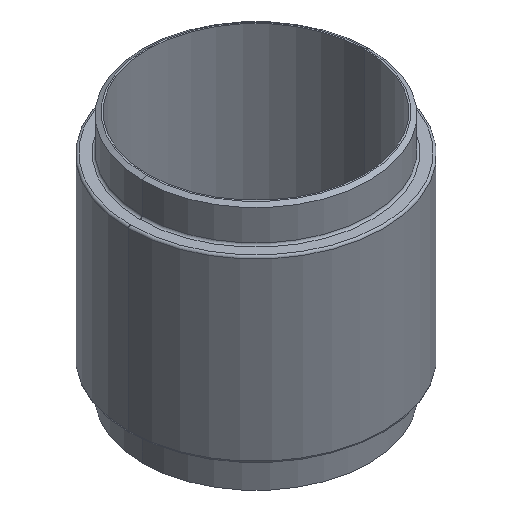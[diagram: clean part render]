
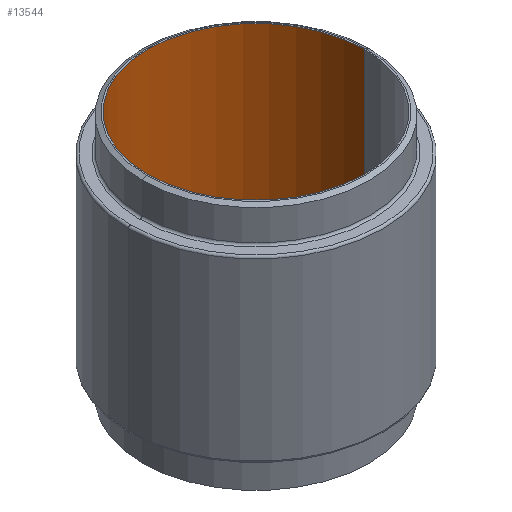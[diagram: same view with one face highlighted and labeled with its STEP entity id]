
A CAD part, isometric view. The second image highlights one B-rep face of the part: STEP entity #13544.
In plain terms, the highlighted cylindrical face has radius 153.95 mm (diameter 307.9 mm), a partial arc.
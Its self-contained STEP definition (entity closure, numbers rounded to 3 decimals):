
#333 = LINE ( 'NONE', #8892, #14685 ) ;
#633 = ORIENTED_EDGE ( 'NONE', *, *, #15637, .F. ) ;
#1243 = AXIS2_PLACEMENT_3D ( 'NONE', #22336, #2598, #7216 ) ;
#2598 = DIRECTION ( 'NONE',  ( 0., 0., 1. ) ) ;
#3114 = CARTESIAN_POINT ( 'NONE',  ( 153.95, 0., 0. ) ) ;
#3792 = DIRECTION ( 'NONE',  ( 0., 0., 1. ) ) ;
#4232 = LINE ( 'NONE', #12783, #11031 ) ;
#4689 = DIRECTION ( 'NONE',  ( 1., 0., 0. ) ) ;
#5125 = VERTEX_POINT ( 'NONE', #7723 ) ;
#6013 = CYLINDRICAL_SURFACE ( 'NONE', #15093, 153.95 ) ;
#6736 = CARTESIAN_POINT ( 'NONE',  ( -153.95, 0., -355. ) ) ;
#7216 = DIRECTION ( 'NONE',  ( 1., 0., 0. ) ) ;
#7723 = CARTESIAN_POINT ( 'NONE',  ( -153.95, 0., 0. ) ) ;
#8337 = CARTESIAN_POINT ( 'NONE',  ( 153.95, 0., -355. ) ) ;
#8840 = CIRCLE ( 'NONE', #13799, 153.95 ) ;
#8892 = CARTESIAN_POINT ( 'NONE',  ( -153.95, 0., 0. ) ) ;
#9611 = EDGE_CURVE ( 'NONE', #11617, #14703, #4232, .T. ) ;
#10678 = DIRECTION ( 'NONE',  ( 0., 0., 1. ) ) ;
#11031 = VECTOR ( 'NONE', #10678, 1000. ) ;
#11271 = VERTEX_POINT ( 'NONE', #6736 ) ;
#11617 = VERTEX_POINT ( 'NONE', #8337 ) ;
#12607 = CARTESIAN_POINT ( 'NONE',  ( 0., 0., 0. ) ) ;
#12783 = CARTESIAN_POINT ( 'NONE',  ( 153.95, 0., 0. ) ) ;
#13125 = DIRECTION ( 'NONE',  ( 1., 0., 0. ) ) ;
#13362 = CIRCLE ( 'NONE', #1243, 153.95 ) ;
#13544 = ADVANCED_FACE ( 'NONE', ( #16657 ), #6013, .F. ) ;
#13799 = AXIS2_PLACEMENT_3D ( 'NONE', #23868, #18344, #4689 ) ;
#14685 = VECTOR ( 'NONE', #3792, 1000. ) ;
#14703 = VERTEX_POINT ( 'NONE', #3114 ) ;
#15093 = AXIS2_PLACEMENT_3D ( 'NONE', #12607, #27574, #13125 ) ;
#15577 = EDGE_CURVE ( 'NONE', #11617, #11271, #8840, .T. ) ;
#15637 = EDGE_CURVE ( 'NONE', #11271, #5125, #333, .T. ) ;
#16410 = EDGE_CURVE ( 'NONE', #14703, #5125, #13362, .T. ) ;
#16657 = FACE_OUTER_BOUND ( 'NONE', #26410, .T. ) ;
#18295 = ORIENTED_EDGE ( 'NONE', *, *, #9611, .T. ) ;
#18344 = DIRECTION ( 'NONE',  ( 0., 0., 1. ) ) ;
#22336 = CARTESIAN_POINT ( 'NONE',  ( 0., 0., 0. ) ) ;
#23868 = CARTESIAN_POINT ( 'NONE',  ( 0., 0., -355. ) ) ;
#24377 = ORIENTED_EDGE ( 'NONE', *, *, #15577, .F. ) ;
#25457 = ORIENTED_EDGE ( 'NONE', *, *, #16410, .T. ) ;
#26410 = EDGE_LOOP ( 'NONE', ( #633, #24377, #18295, #25457 ) ) ;
#27574 = DIRECTION ( 'NONE',  ( 0., 0., 1. ) ) ;
